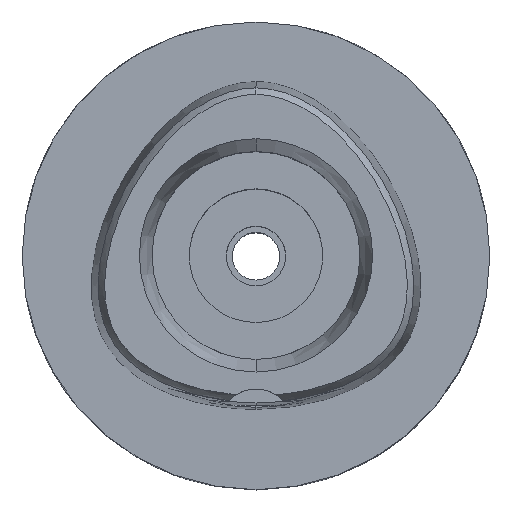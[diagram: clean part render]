
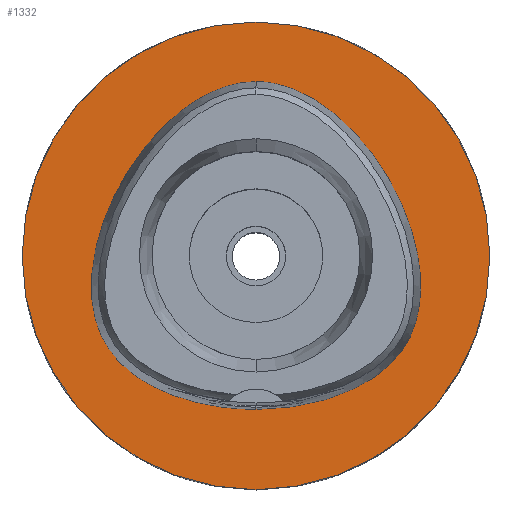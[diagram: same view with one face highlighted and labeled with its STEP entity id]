
A CAD part, top view. The second image highlights one B-rep face of the part: STEP entity #1332.
In plain terms, the highlighted planar face has unit normal (0, 0, 1).
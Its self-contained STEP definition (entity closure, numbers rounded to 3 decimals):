
#19 = CARTESIAN_POINT ( 'NONE',  ( -5.098, 22.526, 0. ) ) ;
#24 = CARTESIAN_POINT ( 'NONE',  ( 7.571, 21.315, 0. ) ) ;
#256 = EDGE_LOOP ( 'NONE', ( #2533, #952 ) ) ;
#281 = CARTESIAN_POINT ( 'NONE',  ( 18.568, -14.169, 0. ) ) ;
#307 = CARTESIAN_POINT ( 'NONE',  ( 21.555, -8.996, 0. ) ) ;
#374 = VERTEX_POINT ( 'NONE', #3373 ) ;
#381 = DIRECTION ( 'NONE',  ( 0., -1., 0. ) ) ;
#453 = DIRECTION ( 'NONE',  ( 0., 1., 0. ) ) ;
#690 = CARTESIAN_POINT ( 'NONE',  ( -14.673, -17.214, 0. ) ) ;
#729 = AXIS2_PLACEMENT_3D ( 'NONE', #1253, #2395, #453 ) ;
#747 = DIRECTION ( 'NONE',  ( 0., 0., -1. ) ) ;
#762 = CARTESIAN_POINT ( 'NONE',  ( -2.565, 23.293, 0. ) ) ;
#952 = ORIENTED_EDGE ( 'NONE', *, *, #1267, .F. ) ;
#1102 = CARTESIAN_POINT ( 'NONE',  ( -16.959, -15.678, 0. ) ) ;
#1207 = FACE_BOUND ( 'NONE', #4007, .T. ) ;
#1253 = CARTESIAN_POINT ( 'NONE',  ( 0., 0., 0. ) ) ;
#1267 = EDGE_CURVE ( 'NONE', #3220, #4011, #4727, .T. ) ;
#1279 = CARTESIAN_POINT ( 'NONE',  ( 0., 31.5, 0. ) ) ;
#1332 = ADVANCED_FACE ( 'NONE', ( #2320, #1207 ), #2761, .F. ) ;
#1826 = B_SPLINE_CURVE_WITH_KNOTS ( 'NONE', 3,
 ( #4974, #4917, #4527, #2573, #4145, #3786, #281, #1839, #3017, #3816, #307, #1865, #3038, #2649, #4223, #4661, #2346, #3917, #24, #1966, #2292, #2758, #4318 ),
 .UNSPECIFIED., .F., .F.,
 ( 4, 1, 1, 1, 1, 1, 1, 1, 1, 1, 1, 1, 1, 1, 1, 1, 1, 1, 1, 1, 4 ),
 ( 0., 0.083, 0.167, 0.208, 0.25, 0.292, 0.313, 0.333, 0.354, 0.375, 0.417, 0.458, 0.5, 0.583, 0.667, 0.75, 0.833, 0.875, 0.917, 0.958, 1. ),
 .UNSPECIFIED. ) ;
#1833 = EDGE_CURVE ( 'NONE', #4746, #374, #2676, .T. ) ;
#1839 = CARTESIAN_POINT ( 'NONE',  ( 19.649, -12.825, 0. ) ) ;
#1865 = CARTESIAN_POINT ( 'NONE',  ( 22.057, -6.848, 0. ) ) ;
#1905 = CARTESIAN_POINT ( 'NONE',  ( -21.555, -8.996, 0. ) ) ;
#1944 = CIRCLE ( 'NONE', #729, 31.5 ) ;
#1960 = CARTESIAN_POINT ( 'NONE',  ( -2.114, -20.675, 0. ) ) ;
#1966 = CARTESIAN_POINT ( 'NONE',  ( 5.098, 22.526, 0. ) ) ;
#2005 = ORIENTED_EDGE ( 'NONE', *, *, #1833, .F. ) ;
#2128 = CARTESIAN_POINT ( 'NONE',  ( 0., -31.5, 0. ) ) ;
#2287 = CARTESIAN_POINT ( 'NONE',  ( -20.749, 4.657, 0. ) ) ;
#2292 = CARTESIAN_POINT ( 'NONE',  ( 2.565, 23.293, 0. ) ) ;
#2310 = CARTESIAN_POINT ( 'NONE',  ( -22.057, -6.848, 0. ) ) ;
#2320 = FACE_OUTER_BOUND ( 'NONE', #256, .T. ) ;
#2340 = CARTESIAN_POINT ( 'NONE',  ( -18.568, -14.169, 0. ) ) ;
#2346 = CARTESIAN_POINT ( 'NONE',  ( 14.408, 15.641, 0. ) ) ;
#2395 = DIRECTION ( 'NONE',  ( 0., 0., -1. ) ) ;
#2427 = EDGE_CURVE ( 'NONE', #374, #4746, #1826, .T. ) ;
#2533 = ORIENTED_EDGE ( 'NONE', *, *, #2565, .F. ) ;
#2565 = EDGE_CURVE ( 'NONE', #4011, #3220, #1944, .T. ) ;
#2573 = CARTESIAN_POINT ( 'NONE',  ( 11.233, -18.893, 0. ) ) ;
#2583 = AXIS2_PLACEMENT_3D ( 'NONE', #4322, #3891, #381 ) ;
#2621 = CARTESIAN_POINT ( 'NONE',  ( -19.649, -12.825, 0. ) ) ;
#2646 = CARTESIAN_POINT ( 'NONE',  ( 0., -20.675, 0. ) ) ;
#2649 = CARTESIAN_POINT ( 'NONE',  ( 21.978, -0.281, 0. ) ) ;
#2676 = B_SPLINE_CURVE_WITH_KNOTS ( 'NONE', 3,
 ( #2698, #3035, #762, #19, #3810, #3086, #4603, #4263, #2287, #3058, #4244, #2310, #1905, #4627, #4194, #2621, #2340, #1102, #690, #3884, #3523, #1960, #2646 ),
 .UNSPECIFIED., .F., .F.,
 ( 4, 1, 1, 1, 1, 1, 1, 1, 1, 1, 1, 1, 1, 1, 1, 1, 1, 1, 1, 1, 4 ),
 ( 0., 0.042, 0.083, 0.125, 0.167, 0.25, 0.333, 0.417, 0.5, 0.542, 0.583, 0.625, 0.646, 0.667, 0.688, 0.708, 0.75, 0.792, 0.833, 0.917, 1. ),
 .UNSPECIFIED. ) ;
#2698 = CARTESIAN_POINT ( 'NONE',  ( 0., 23.475, 0. ) ) ;
#2758 = CARTESIAN_POINT ( 'NONE',  ( 0.855, 23.475, 0. ) ) ;
#2761 = PLANE ( 'NONE',  #2583 ) ;
#3017 = CARTESIAN_POINT ( 'NONE',  ( 20.35, -11.749, 0. ) ) ;
#3035 = CARTESIAN_POINT ( 'NONE',  ( -0.855, 23.475, 0. ) ) ;
#3038 = CARTESIAN_POINT ( 'NONE',  ( 22.245, -4.1, 0. ) ) ;
#3058 = CARTESIAN_POINT ( 'NONE',  ( -21.978, -0.281, 0. ) ) ;
#3086 = CARTESIAN_POINT ( 'NONE',  ( -10.746, 19.174, 0. ) ) ;
#3220 = VERTEX_POINT ( 'NONE', #2128 ) ;
#3373 = CARTESIAN_POINT ( 'NONE',  ( 0., -20.675, 0. ) ) ;
#3476 = DIRECTION ( 'NONE',  ( 0., -1., 0. ) ) ;
#3523 = CARTESIAN_POINT ( 'NONE',  ( -6.341, -20.298, 0. ) ) ;
#3734 = CARTESIAN_POINT ( 'NONE',  ( 0., 23.475, 0. ) ) ;
#3786 = CARTESIAN_POINT ( 'NONE',  ( 16.959, -15.678, 0. ) ) ;
#3810 = CARTESIAN_POINT ( 'NONE',  ( -7.571, 21.315, 0. ) ) ;
#3816 = CARTESIAN_POINT ( 'NONE',  ( 20.932, -10.604, 0. ) ) ;
#3824 = AXIS2_PLACEMENT_3D ( 'NONE', #4610, #747, #3476 ) ;
#3884 = CARTESIAN_POINT ( 'NONE',  ( -11.233, -18.893, 0. ) ) ;
#3891 = DIRECTION ( 'NONE',  ( 0., 0., -1. ) ) ;
#3917 = CARTESIAN_POINT ( 'NONE',  ( 10.746, 19.174, 0. ) ) ;
#4003 = ORIENTED_EDGE ( 'NONE', *, *, #2427, .F. ) ;
#4007 = EDGE_LOOP ( 'NONE', ( #2005, #4003 ) ) ;
#4011 = VERTEX_POINT ( 'NONE', #1279 ) ;
#4145 = CARTESIAN_POINT ( 'NONE',  ( 14.673, -17.214, 0. ) ) ;
#4194 = CARTESIAN_POINT ( 'NONE',  ( -20.35, -11.749, 0. ) ) ;
#4223 = CARTESIAN_POINT ( 'NONE',  ( 20.749, 4.657, 0. ) ) ;
#4244 = CARTESIAN_POINT ( 'NONE',  ( -22.245, -4.1, 0. ) ) ;
#4263 = CARTESIAN_POINT ( 'NONE',  ( -18.068, 10.432, 0. ) ) ;
#4318 = CARTESIAN_POINT ( 'NONE',  ( 0., 23.475, 0. ) ) ;
#4322 = CARTESIAN_POINT ( 'NONE',  ( 0., 0., 0. ) ) ;
#4527 = CARTESIAN_POINT ( 'NONE',  ( 6.341, -20.298, 0. ) ) ;
#4603 = CARTESIAN_POINT ( 'NONE',  ( -14.408, 15.641, 0. ) ) ;
#4610 = CARTESIAN_POINT ( 'NONE',  ( 0., 0., 0. ) ) ;
#4627 = CARTESIAN_POINT ( 'NONE',  ( -20.932, -10.604, 0. ) ) ;
#4661 = CARTESIAN_POINT ( 'NONE',  ( 18.068, 10.432, 0. ) ) ;
#4727 = CIRCLE ( 'NONE', #3824, 31.5 ) ;
#4746 = VERTEX_POINT ( 'NONE', #3734 ) ;
#4917 = CARTESIAN_POINT ( 'NONE',  ( 2.114, -20.675, 0. ) ) ;
#4974 = CARTESIAN_POINT ( 'NONE',  ( 0., -20.675, 0. ) ) ;
